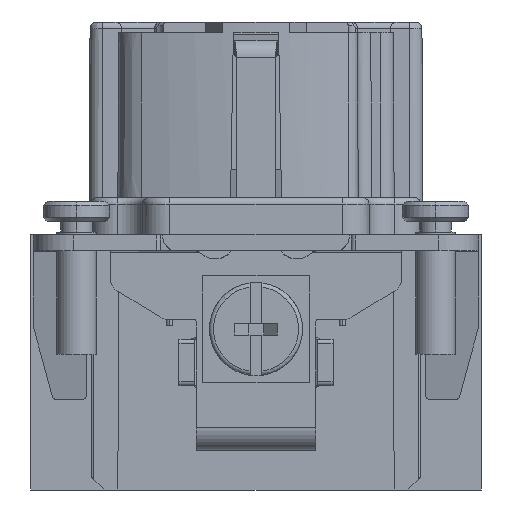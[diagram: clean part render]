
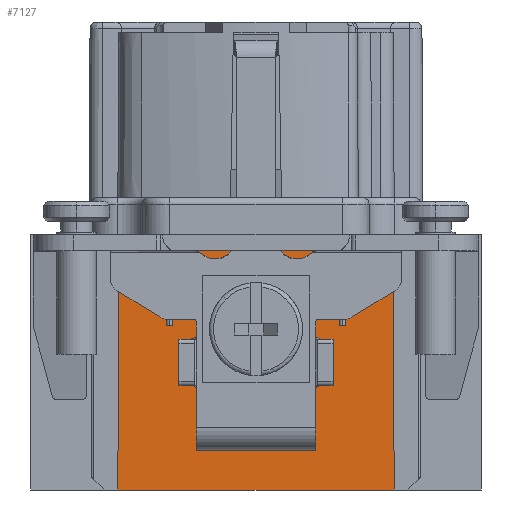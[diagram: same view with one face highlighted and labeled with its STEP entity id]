
A CAD part, front view. The second image highlights one B-rep face of the part: STEP entity #7127.
In plain terms, the highlighted planar face has unit normal (0, -1, 0).
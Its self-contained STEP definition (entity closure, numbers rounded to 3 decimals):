
#3036=PLANE('',#66221);
#3407=FACE_BOUND('',#13804,.T.);
#3408=FACE_BOUND('',#13805,.T.);
#3409=FACE_BOUND('',#13806,.T.);
#3656=B_SPLINE_CURVE_WITH_KNOTS('',3,(#84397,#84398,#84399,#84400),
 .UNSPECIFIED.,.F.,.F.,(4,4),(0.,1.),.UNSPECIFIED.);
#3659=B_SPLINE_CURVE_WITH_KNOTS('',3,(#84429,#84430,#84431,#84432),
 .UNSPECIFIED.,.F.,.F.,(4,4),(0.,1.),.UNSPECIFIED.);
#3664=B_SPLINE_CURVE_WITH_KNOTS('',3,(#84476,#84477,#84478,#84479),
 .UNSPECIFIED.,.F.,.F.,(4,4),(0.,1.),.UNSPECIFIED.);
#3667=B_SPLINE_CURVE_WITH_KNOTS('',3,(#84508,#84509,#84510,#84511),
 .UNSPECIFIED.,.F.,.F.,(4,4),(0.,1.),.UNSPECIFIED.);
#7127=ADVANCED_FACE('',(#3407,#3408,#3409),#3036,.F.);
#13804=EDGE_LOOP('',(#32057,#32058,#32059,#32060));
#13805=EDGE_LOOP('',(#32061,#32062));
#13806=EDGE_LOOP('',(#32063,#32064,#32065,#32066,#32067,#32068,#32069,#32070,
#32071,#32072,#32073,#32074,#32075,#32076,#32077,#32078));
#14303=CIRCLE('',#62866,2.);
#14306=CIRCLE('',#62876,2.);
#32057=ORIENTED_EDGE('',*,*,#47260,.F.);
#32058=ORIENTED_EDGE('',*,*,#47270,.T.);
#32059=ORIENTED_EDGE('',*,*,#47266,.T.);
#32060=ORIENTED_EDGE('',*,*,#47264,.T.);
#32061=ORIENTED_EDGE('',*,*,#39362,.T.);
#32062=ORIENTED_EDGE('',*,*,#39379,.T.);
#32063=ORIENTED_EDGE('',*,*,#44233,.F.);
#32064=ORIENTED_EDGE('',*,*,#44217,.F.);
#32065=ORIENTED_EDGE('',*,*,#47358,.T.);
#32066=ORIENTED_EDGE('',*,*,#39387,.F.);
#32067=ORIENTED_EDGE('',*,*,#39384,.T.);
#32068=ORIENTED_EDGE('',*,*,#39392,.T.);
#32069=ORIENTED_EDGE('',*,*,#47359,.T.);
#32070=ORIENTED_EDGE('',*,*,#44324,.T.);
#32071=ORIENTED_EDGE('',*,*,#44348,.T.);
#32072=ORIENTED_EDGE('',*,*,#44320,.F.);
#32073=ORIENTED_EDGE('',*,*,#47360,.T.);
#32074=ORIENTED_EDGE('',*,*,#39400,.F.);
#32075=ORIENTED_EDGE('',*,*,#39397,.T.);
#32076=ORIENTED_EDGE('',*,*,#39405,.T.);
#32077=ORIENTED_EDGE('',*,*,#47361,.T.);
#32078=ORIENTED_EDGE('',*,*,#44221,.T.);
#33231=VERTEX_POINT('',#84315);
#33232=VERTEX_POINT('',#84317);
#33244=VERTEX_POINT('',#84360);
#33247=VERTEX_POINT('',#84369);
#33249=VERTEX_POINT('',#84377);
#33252=VERTEX_POINT('',#84428);
#33254=VERTEX_POINT('',#84439);
#33257=VERTEX_POINT('',#84448);
#33259=VERTEX_POINT('',#84456);
#33262=VERTEX_POINT('',#84507);
#36480=VERTEX_POINT('',#95946);
#36483=VERTEX_POINT('',#95951);
#36485=VERTEX_POINT('',#95956);
#36487=VERTEX_POINT('',#95960);
#36542=VERTEX_POINT('',#96176);
#36543=VERTEX_POINT('',#96178);
#36545=VERTEX_POINT('',#96186);
#36546=VERTEX_POINT('',#96187);
#38467=VERTEX_POINT('',#102426);
#38468=VERTEX_POINT('',#102428);
#38469=VERTEX_POINT('',#102432);
#38470=VERTEX_POINT('',#102438);
#39362=EDGE_CURVE('',#33231,#33232,#14303,.T.);
#39379=EDGE_CURVE('',#33232,#33231,#14306,.T.);
#39384=EDGE_CURVE('',#33244,#33247,#47689,.T.);
#39387=EDGE_CURVE('',#33244,#33249,#3656,.T.);
#39392=EDGE_CURVE('',#33247,#33252,#3659,.T.);
#39397=EDGE_CURVE('',#33254,#33257,#47690,.T.);
#39400=EDGE_CURVE('',#33254,#33259,#3664,.T.);
#39405=EDGE_CURVE('',#33257,#33262,#3667,.T.);
#44217=EDGE_CURVE('',#36483,#36480,#51757,.T.);
#44221=EDGE_CURVE('',#36485,#36487,#51761,.T.);
#44233=EDGE_CURVE('',#36480,#36487,#51772,.T.);
#44320=EDGE_CURVE('',#36542,#36543,#51830,.T.);
#44324=EDGE_CURVE('',#36545,#36546,#51834,.T.);
#44348=EDGE_CURVE('',#36546,#36543,#51858,.T.);
#47260=EDGE_CURVE('',#38468,#38467,#54708,.T.);
#47264=EDGE_CURVE('',#38469,#38467,#54712,.T.);
#47266=EDGE_CURVE('',#38470,#38469,#54714,.T.);
#47270=EDGE_CURVE('',#38468,#38470,#54718,.T.);
#47358=EDGE_CURVE('',#36483,#33249,#54768,.T.);
#47359=EDGE_CURVE('',#33252,#36545,#54769,.T.);
#47360=EDGE_CURVE('',#36542,#33259,#54770,.T.);
#47361=EDGE_CURVE('',#33262,#36485,#54771,.T.);
#47689=LINE('',#84370,#55063);
#47690=LINE('',#84449,#55064);
#51757=LINE('',#95952,#59131);
#51761=LINE('',#95961,#59135);
#51772=LINE('',#95996,#59146);
#51830=LINE('',#96177,#59204);
#51834=LINE('',#96185,#59208);
#51858=LINE('',#96234,#59232);
#54708=LINE('',#102429,#62082);
#54712=LINE('',#102435,#62086);
#54714=LINE('',#102439,#62088);
#54718=LINE('',#102445,#62092);
#54768=LINE('',#102869,#62142);
#54769=LINE('',#102870,#62143);
#54770=LINE('',#102871,#62144);
#54771=LINE('',#102872,#62145);
#55063=VECTOR('',#67922,1.);
#55064=VECTOR('',#67939,1.);
#59131=VECTOR('',#76292,1.);
#59135=VECTOR('',#76298,1.);
#59146=VECTOR('',#76335,1.);
#59204=VECTOR('',#76495,1.);
#59208=VECTOR('',#76503,1.);
#59232=VECTOR('',#76541,1.);
#62082=VECTOR('',#81503,1.);
#62086=VECTOR('',#81509,1.);
#62088=VECTOR('',#81513,1.);
#62092=VECTOR('',#81519,1.);
#62142=VECTOR('',#81681,1.);
#62143=VECTOR('',#81682,1.);
#62144=VECTOR('',#81683,1.);
#62145=VECTOR('',#81684,1.);
#62866=AXIS2_PLACEMENT_3D('',#84318,#67878,#67879);
#62876=AXIS2_PLACEMENT_3D('',#84352,#67912,#67913);
#66221=AXIS2_PLACEMENT_3D('',#102873,#81685,#81686);
#67878=DIRECTION('',(0.,1.,0.));
#67879=DIRECTION('',(-1.,0.,0.));
#67912=DIRECTION('',(0.,1.,0.));
#67913=DIRECTION('',(1.,0.,0.));
#67922=DIRECTION('',(-1.,0.,0.));
#67939=DIRECTION('',(-1.,0.,0.));
#76292=DIRECTION('',(0.005,0.,-1.));
#76298=DIRECTION('',(-0.005,0.,-1.));
#76335=DIRECTION('',(-1.,0.,0.));
#76495=DIRECTION('',(0.,0.,1.));
#76503=DIRECTION('',(0.,0.,1.));
#76541=DIRECTION('',(-1.,0.,0.));
#81503=DIRECTION('',(1.,0.,0.));
#81509=DIRECTION('',(0.,0.,-1.));
#81513=DIRECTION('',(1.,0.,0.));
#81519=DIRECTION('',(0.,0.,1.));
#81681=DIRECTION('',(-1.,0.,0.));
#81682=DIRECTION('',(-1.,0.,0.));
#81683=DIRECTION('',(-1.,0.,0.));
#81684=DIRECTION('',(-1.,0.,0.));
#81685=DIRECTION('',(0.,1.,0.));
#81686=DIRECTION('',(-1.,0.,0.));
#84315=CARTESIAN_POINT('',(-2.,-43.85,-9.8));
#84317=CARTESIAN_POINT('',(2.,-43.85,-9.8));
#84318=CARTESIAN_POINT('',(0.,-43.85,-9.8));
#84352=CARTESIAN_POINT('',(0.,-43.85,-9.8));
#84360=CARTESIAN_POINT('',(6.703,-43.85,-9.5));
#84369=CARTESIAN_POINT('',(6.297,-43.85,-9.5));
#84370=CARTESIAN_POINT('',(6.703,-43.85,-9.5));
#84377=CARTESIAN_POINT('',(6.743,-43.85,-3.8));
#84397=CARTESIAN_POINT('',(6.703,-43.85,-9.5));
#84398=CARTESIAN_POINT('',(6.718,-43.85,-7.6));
#84399=CARTESIAN_POINT('',(6.731,-43.85,-5.7));
#84400=CARTESIAN_POINT('',(6.743,-43.85,-3.8));
#84428=CARTESIAN_POINT('',(6.257,-43.85,-3.8));
#84429=CARTESIAN_POINT('',(6.297,-43.85,-9.5));
#84430=CARTESIAN_POINT('',(6.282,-43.85,-7.6));
#84431=CARTESIAN_POINT('',(6.269,-43.85,-5.7));
#84432=CARTESIAN_POINT('',(6.257,-43.85,-3.8));
#84439=CARTESIAN_POINT('',(-6.297,-43.85,-9.5));
#84448=CARTESIAN_POINT('',(-6.703,-43.85,-9.5));
#84449=CARTESIAN_POINT('',(-6.297,-43.85,-9.5));
#84456=CARTESIAN_POINT('',(-6.257,-43.85,-3.8));
#84476=CARTESIAN_POINT('',(-6.297,-43.85,-9.5));
#84477=CARTESIAN_POINT('',(-6.282,-43.85,-7.6));
#84478=CARTESIAN_POINT('',(-6.269,-43.85,-5.7));
#84479=CARTESIAN_POINT('',(-6.257,-43.85,-3.8));
#84507=CARTESIAN_POINT('',(-6.743,-43.85,-3.8));
#84508=CARTESIAN_POINT('',(-6.703,-43.85,-9.5));
#84509=CARTESIAN_POINT('',(-6.718,-43.85,-7.6));
#84510=CARTESIAN_POINT('',(-6.731,-43.85,-5.7));
#84511=CARTESIAN_POINT('',(-6.743,-43.85,-3.8));
#95946=CARTESIAN_POINT('',(10.395,-43.85,-21.9));
#95951=CARTESIAN_POINT('',(10.3,-43.85,-3.8));
#95952=CARTESIAN_POINT('',(10.3,-43.85,-3.8));
#95956=CARTESIAN_POINT('',(-10.3,-43.85,-3.8));
#95960=CARTESIAN_POINT('',(-10.395,-43.85,-21.9));
#95961=CARTESIAN_POINT('',(-10.3,-43.85,-3.8));
#95996=CARTESIAN_POINT('',(10.395,-43.85,-21.9));
#96176=CARTESIAN_POINT('',(-2.5,-43.85,-3.8));
#96177=CARTESIAN_POINT('',(-2.5,-43.85,-3.8));
#96178=CARTESIAN_POINT('',(-2.5,-43.85,-2.9));
#96185=CARTESIAN_POINT('',(2.5,-43.85,-3.8));
#96186=CARTESIAN_POINT('',(2.5,-43.85,-3.8));
#96187=CARTESIAN_POINT('',(2.5,-43.85,-2.9));
#96234=CARTESIAN_POINT('',(2.5,-43.85,-2.9));
#102426=CARTESIAN_POINT('',(4.5,-43.85,-18.9));
#102428=CARTESIAN_POINT('',(-4.5,-43.85,-18.9));
#102429=CARTESIAN_POINT('',(-4.5,-43.85,-18.9));
#102432=CARTESIAN_POINT('',(4.5,-43.85,-17.7));
#102435=CARTESIAN_POINT('',(4.5,-43.85,-17.7));
#102438=CARTESIAN_POINT('',(-4.5,-43.85,-17.7));
#102439=CARTESIAN_POINT('',(-4.5,-43.85,-17.7));
#102445=CARTESIAN_POINT('',(-4.5,-43.85,-18.9));
#102869=CARTESIAN_POINT('',(10.3,-43.85,-3.8));
#102870=CARTESIAN_POINT('',(6.257,-43.85,-3.8));
#102871=CARTESIAN_POINT('',(-2.5,-43.85,-3.8));
#102872=CARTESIAN_POINT('',(-6.743,-43.85,-3.8));
#102873=CARTESIAN_POINT('',(16.95,-43.85,-14.8));
